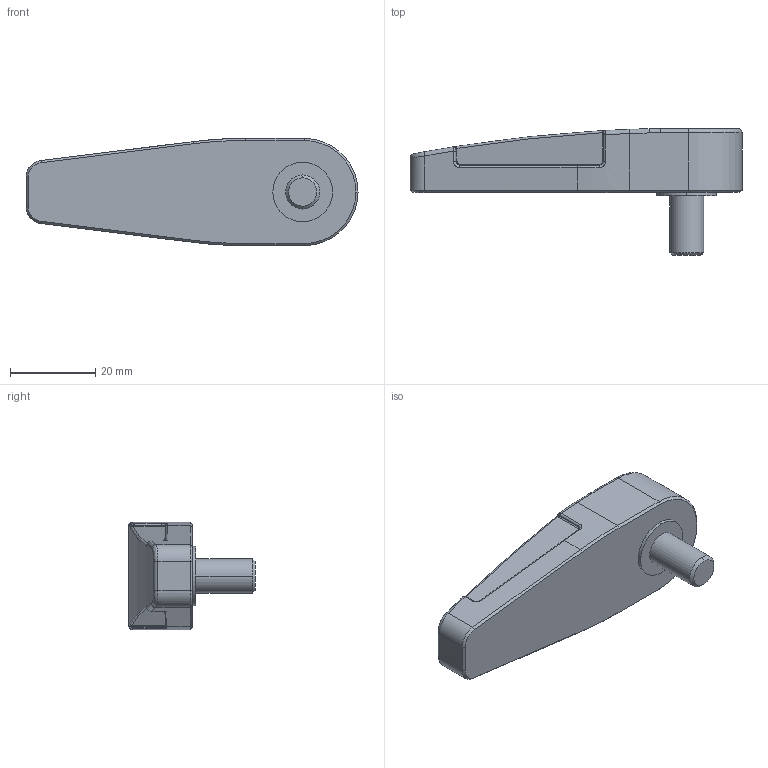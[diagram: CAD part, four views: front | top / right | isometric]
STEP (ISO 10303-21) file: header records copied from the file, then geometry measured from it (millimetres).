
FILE_DESCRIPTION(('STEP AP214'),'1');
FILE_NAME(' ',' ',('TraceParts'),('TraceParts S.A.'),'XStep 1.0',' ',' ');
FILE_SCHEMA(('automotive_design'));
Length unit declared in the file: millimetre
Products named in the file (1): 1
Bounding box: 78 x 29.8 x 25.2 mm (x, y, z)
Volume: 22466 mm3; surface area: 6029.8 mm2
Topology: 1 solids, 1 shells, 116 faces, 274 edges, 162 vertices
Faces by surface type: cylinder 41, bspline 35, plane 30, cone 10
Entity records: 8348 total; most frequent: CARTESIAN_POINT 2866, STYLED_ITEM 550, PRESENTATION_STYLE_ASSIGNMENT 550, COLOUR_RGB 550, ORIENTED_EDGE 544, DIRECTION 409, EDGE_CURVE 272, CURVE_STYLE 272
